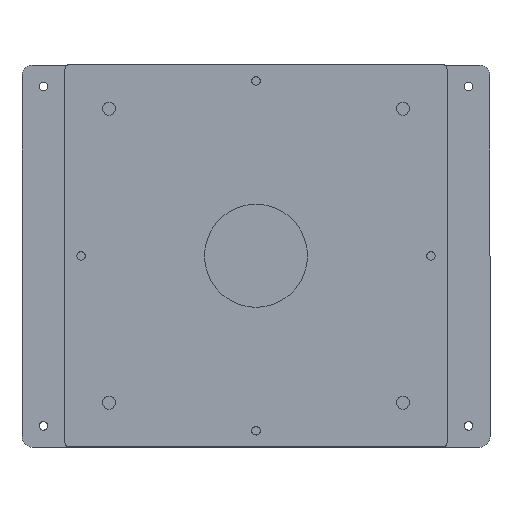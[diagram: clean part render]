
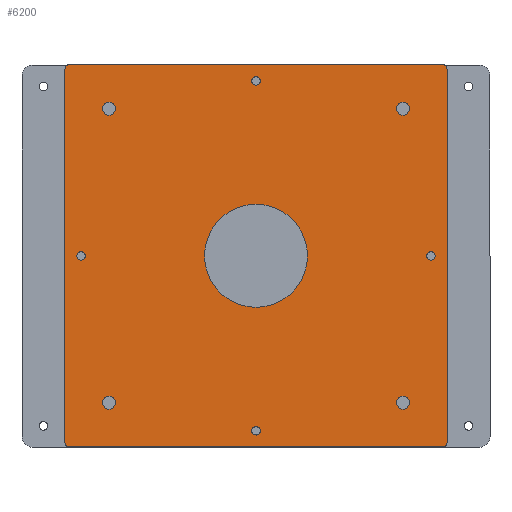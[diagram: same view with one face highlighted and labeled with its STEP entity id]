
A CAD part, top view. The second image highlights one B-rep face of the part: STEP entity #6200.
In plain terms, the highlighted planar face has unit normal (0, 0, 1).
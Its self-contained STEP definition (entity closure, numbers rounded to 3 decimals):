
#247=FACE_BOUND('',#1291,.T.);
#248=FACE_BOUND('',#1292,.T.);
#249=FACE_BOUND('',#1293,.T.);
#250=FACE_BOUND('',#1294,.T.);
#251=FACE_BOUND('',#1295,.T.);
#252=FACE_BOUND('',#1296,.T.);
#253=FACE_BOUND('',#1297,.T.);
#254=FACE_BOUND('',#1298,.T.);
#255=FACE_BOUND('',#1299,.T.);
#463=CIRCLE('',#6878,3.);
#465=CIRCLE('',#6881,3.);
#467=CIRCLE('',#6884,3.);
#469=CIRCLE('',#6887,3.);
#471=CIRCLE('',#6890,2.);
#473=CIRCLE('',#6894,2.);
#474=CIRCLE('',#6895,2.);
#475=CIRCLE('',#6896,2.);
#476=CIRCLE('',#6897,2.);
#477=CIRCLE('',#6898,2.);
#478=CIRCLE('',#6899,2.);
#479=CIRCLE('',#6900,2.);
#480=CIRCLE('',#6901,24.);
#896=FACE_OUTER_BOUND('',#1290,.T.);
#1290=EDGE_LOOP('',(#5373,#5374,#5375,#5376,#5377,#5378,#5379,#5380));
#1291=EDGE_LOOP('',(#5381));
#1292=EDGE_LOOP('',(#5382));
#1293=EDGE_LOOP('',(#5383));
#1294=EDGE_LOOP('',(#5384));
#1295=EDGE_LOOP('',(#5385));
#1296=EDGE_LOOP('',(#5386));
#1297=EDGE_LOOP('',(#5387));
#1298=EDGE_LOOP('',(#5388));
#1299=EDGE_LOOP('',(#5389));
#1880=LINE('',#10232,#2498);
#1883=LINE('',#10238,#2501);
#1884=LINE('',#10242,#2502);
#1885=LINE('',#10246,#2503);
#2498=VECTOR('',#8434,10.);
#2501=VECTOR('',#8439,10.);
#2502=VECTOR('',#8442,10.);
#2503=VECTOR('',#8445,10.);
#3047=VERTEX_POINT('',#10198);
#3049=VERTEX_POINT('',#10204);
#3051=VERTEX_POINT('',#10210);
#3053=VERTEX_POINT('',#10216);
#3055=VERTEX_POINT('',#10222);
#3056=VERTEX_POINT('',#10223);
#3059=VERTEX_POINT('',#10231);
#3061=VERTEX_POINT('',#10237);
#3062=VERTEX_POINT('',#10239);
#3063=VERTEX_POINT('',#10241);
#3064=VERTEX_POINT('',#10243);
#3065=VERTEX_POINT('',#10245);
#3066=VERTEX_POINT('',#10248);
#3067=VERTEX_POINT('',#10250);
#3068=VERTEX_POINT('',#10252);
#3069=VERTEX_POINT('',#10254);
#3070=VERTEX_POINT('',#10256);
#3836=EDGE_CURVE('',#3047,#3047,#463,.T.);
#3839=EDGE_CURVE('',#3049,#3049,#465,.T.);
#3842=EDGE_CURVE('',#3051,#3051,#467,.T.);
#3845=EDGE_CURVE('',#3053,#3053,#469,.T.);
#3848=EDGE_CURVE('',#3055,#3056,#471,.T.);
#3852=EDGE_CURVE('',#3059,#3056,#1880,.T.);
#3855=EDGE_CURVE('',#3055,#3061,#1883,.T.);
#3856=EDGE_CURVE('',#3062,#3061,#473,.T.);
#3857=EDGE_CURVE('',#3062,#3063,#1884,.T.);
#3858=EDGE_CURVE('',#3064,#3063,#474,.T.);
#3859=EDGE_CURVE('',#3064,#3065,#1885,.T.);
#3860=EDGE_CURVE('',#3059,#3065,#475,.T.);
#3861=EDGE_CURVE('',#3066,#3066,#476,.T.);
#3862=EDGE_CURVE('',#3067,#3067,#477,.T.);
#3863=EDGE_CURVE('',#3068,#3068,#478,.T.);
#3864=EDGE_CURVE('',#3069,#3069,#479,.T.);
#3865=EDGE_CURVE('',#3070,#3070,#480,.T.);
#5373=ORIENTED_EDGE('',*,*,#3848,.F.);
#5374=ORIENTED_EDGE('',*,*,#3855,.T.);
#5375=ORIENTED_EDGE('',*,*,#3856,.F.);
#5376=ORIENTED_EDGE('',*,*,#3857,.T.);
#5377=ORIENTED_EDGE('',*,*,#3858,.F.);
#5378=ORIENTED_EDGE('',*,*,#3859,.T.);
#5379=ORIENTED_EDGE('',*,*,#3860,.F.);
#5380=ORIENTED_EDGE('',*,*,#3852,.T.);
#5381=ORIENTED_EDGE('',*,*,#3836,.T.);
#5382=ORIENTED_EDGE('',*,*,#3839,.T.);
#5383=ORIENTED_EDGE('',*,*,#3842,.T.);
#5384=ORIENTED_EDGE('',*,*,#3845,.T.);
#5385=ORIENTED_EDGE('',*,*,#3861,.T.);
#5386=ORIENTED_EDGE('',*,*,#3862,.T.);
#5387=ORIENTED_EDGE('',*,*,#3863,.T.);
#5388=ORIENTED_EDGE('',*,*,#3864,.T.);
#5389=ORIENTED_EDGE('',*,*,#3865,.T.);
#5902=PLANE('',#6893);
#6200=ADVANCED_FACE('',(#896,#247,#248,#249,#250,#251,#252,#253,#254,#255),
#5902,.T.);
#6878=AXIS2_PLACEMENT_3D('',#10199,#8398,#8399);
#6881=AXIS2_PLACEMENT_3D('',#10205,#8405,#8406);
#6884=AXIS2_PLACEMENT_3D('',#10211,#8412,#8413);
#6887=AXIS2_PLACEMENT_3D('',#10217,#8419,#8420);
#6890=AXIS2_PLACEMENT_3D('',#10224,#8426,#8427);
#6893=AXIS2_PLACEMENT_3D('',#10236,#8437,#8438);
#6894=AXIS2_PLACEMENT_3D('',#10240,#8440,#8441);
#6895=AXIS2_PLACEMENT_3D('',#10244,#8443,#8444);
#6896=AXIS2_PLACEMENT_3D('',#10247,#8446,#8447);
#6897=AXIS2_PLACEMENT_3D('',#10249,#8448,#8449);
#6898=AXIS2_PLACEMENT_3D('',#10251,#8450,#8451);
#6899=AXIS2_PLACEMENT_3D('',#10253,#8452,#8453);
#6900=AXIS2_PLACEMENT_3D('',#10255,#8454,#8455);
#6901=AXIS2_PLACEMENT_3D('',#10257,#8456,#8457);
#8398=DIRECTION('center_axis',(0.,0.,-1.));
#8399=DIRECTION('ref_axis',(1.,0.,0.));
#8405=DIRECTION('center_axis',(0.,0.,-1.));
#8406=DIRECTION('ref_axis',(1.,0.,0.));
#8412=DIRECTION('center_axis',(0.,0.,-1.));
#8413=DIRECTION('ref_axis',(1.,0.,0.));
#8419=DIRECTION('center_axis',(0.,0.,-1.));
#8420=DIRECTION('ref_axis',(1.,0.,0.));
#8426=DIRECTION('center_axis',(0.,0.,-1.));
#8427=DIRECTION('ref_axis',(0.707,0.707,0.));
#8434=DIRECTION('',(0.,1.,0.));
#8437=DIRECTION('center_axis',(0.,0.,1.));
#8438=DIRECTION('ref_axis',(1.,0.,0.));
#8439=DIRECTION('',(-1.,0.,0.));
#8440=DIRECTION('center_axis',(0.,0.,-1.));
#8441=DIRECTION('ref_axis',(-0.707,0.707,0.));
#8442=DIRECTION('',(0.,-1.,0.));
#8443=DIRECTION('center_axis',(0.,0.,-1.));
#8444=DIRECTION('ref_axis',(-0.707,-0.707,0.));
#8445=DIRECTION('',(1.,0.,0.));
#8446=DIRECTION('center_axis',(0.,0.,-1.));
#8447=DIRECTION('ref_axis',(0.707,-0.707,0.));
#8448=DIRECTION('center_axis',(0.,0.,-1.));
#8449=DIRECTION('ref_axis',(1.,0.,0.));
#8450=DIRECTION('center_axis',(0.,0.,-1.));
#8451=DIRECTION('ref_axis',(1.,0.,0.));
#8452=DIRECTION('center_axis',(0.,0.,-1.));
#8453=DIRECTION('ref_axis',(1.,0.,0.));
#8454=DIRECTION('center_axis',(0.,0.,-1.));
#8455=DIRECTION('ref_axis',(1.,0.,0.));
#8456=DIRECTION('center_axis',(0.,0.,-1.));
#8457=DIRECTION('ref_axis',(-1.,0.,0.));
#10198=CARTESIAN_POINT('',(65.475,-68.475,5.));
#10199=CARTESIAN_POINT('Origin',(68.475,-68.475,5.));
#10204=CARTESIAN_POINT('',(-71.475,68.475,5.));
#10205=CARTESIAN_POINT('Origin',(-68.475,68.475,5.));
#10210=CARTESIAN_POINT('',(65.475,68.475,5.));
#10211=CARTESIAN_POINT('Origin',(68.475,68.475,5.));
#10216=CARTESIAN_POINT('',(-71.475,-68.475,5.));
#10217=CARTESIAN_POINT('Origin',(-68.475,-68.475,5.));
#10222=CARTESIAN_POINT('',(87.,89.,5.));
#10223=CARTESIAN_POINT('',(89.,87.,5.));
#10224=CARTESIAN_POINT('Origin',(87.,87.,5.));
#10231=CARTESIAN_POINT('',(89.,-87.,5.));
#10232=CARTESIAN_POINT('',(89.,-89.,5.));
#10236=CARTESIAN_POINT('Origin',(0.,0.,5.));
#10237=CARTESIAN_POINT('',(-87.,89.,5.));
#10238=CARTESIAN_POINT('',(89.,89.,5.));
#10239=CARTESIAN_POINT('',(-89.,87.,5.));
#10240=CARTESIAN_POINT('Origin',(-87.,87.,5.));
#10241=CARTESIAN_POINT('',(-89.,-87.,5.));
#10242=CARTESIAN_POINT('',(-89.,89.,5.));
#10243=CARTESIAN_POINT('',(-87.,-89.,5.));
#10244=CARTESIAN_POINT('Origin',(-87.,-87.,5.));
#10245=CARTESIAN_POINT('',(87.,-89.,5.));
#10246=CARTESIAN_POINT('',(-89.,-89.,5.));
#10247=CARTESIAN_POINT('Origin',(87.,-87.,5.));
#10248=CARTESIAN_POINT('',(79.5,0.,5.));
#10249=CARTESIAN_POINT('Origin',(81.5,0.,5.));
#10250=CARTESIAN_POINT('',(-83.5,0.,5.));
#10251=CARTESIAN_POINT('Origin',(-81.5,0.,5.));
#10252=CARTESIAN_POINT('',(-2.,81.5,5.));
#10253=CARTESIAN_POINT('Origin',(0.,81.5,5.));
#10254=CARTESIAN_POINT('',(-2.,-81.5,5.));
#10255=CARTESIAN_POINT('Origin',(0.,-81.5,5.));
#10256=CARTESIAN_POINT('',(24.,0.,5.));
#10257=CARTESIAN_POINT('Origin',(0.,0.,5.));
